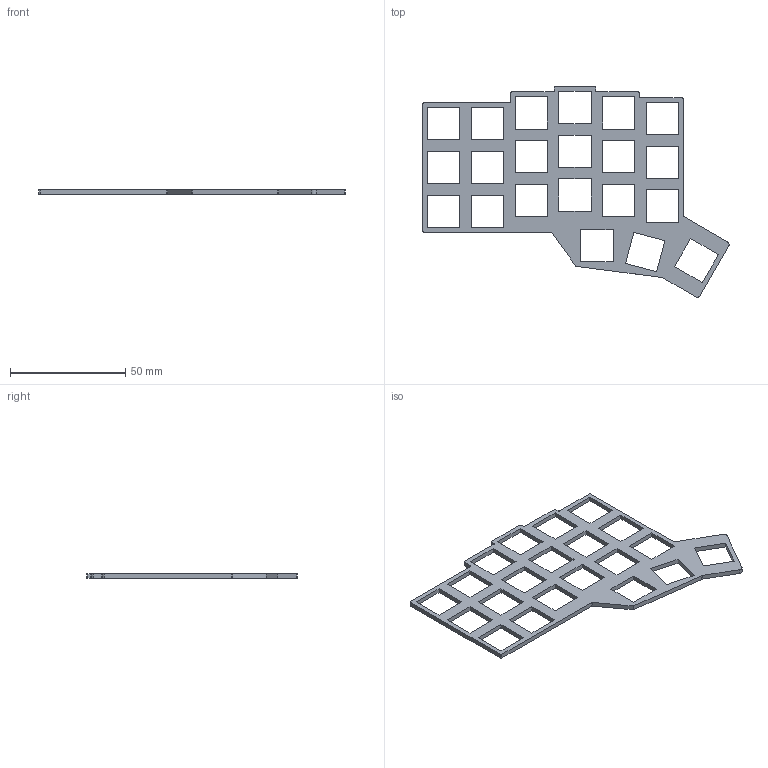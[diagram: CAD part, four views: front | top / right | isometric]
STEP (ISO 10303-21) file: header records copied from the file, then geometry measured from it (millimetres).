
FILE_DESCRIPTION(/* description */ (''),/* implementation_level */ '2;1');
FILE_NAME(/* name */ 'corne-plate-acrylic-top-left-no-holes.step',/* time_stamp */ '2020-10-13T22:48:28+09:00',/* author */ (''),/* organization */ (''),/* preprocessor_version */ 'ST-DEVELOPER v18.1',/* originating_system */ 'Autodesk Translation Framework v9.3.0.1241',/* authorisation */ '');
FILE_SCHEMA (('AUTOMOTIVE_DESIGN { 1 0 10303 214 3 1 1 }'));
Length unit declared in the file: millimetre
Products named in the file (1): corne-plate acrylic top left
Bounding box: 132.89 x 91.4 x 2 mm (x, y, z)
Volume: 7881.5 mm3; surface area: 11053.3 mm2
Topology: 1 solids, 1 shells, 156 faces, 462 edges, 308 vertices
Faces by surface type: plane 137, bspline 17, cylinder 2
Entity records: 5285 total; most frequent: CARTESIAN_POINT 1132, ORIENTED_EDGE 924, DIRECTION 720, EDGE_CURVE 462, LINE 424, VECTOR 424, VERTEX_POINT 308, EDGE_LOOP 198
